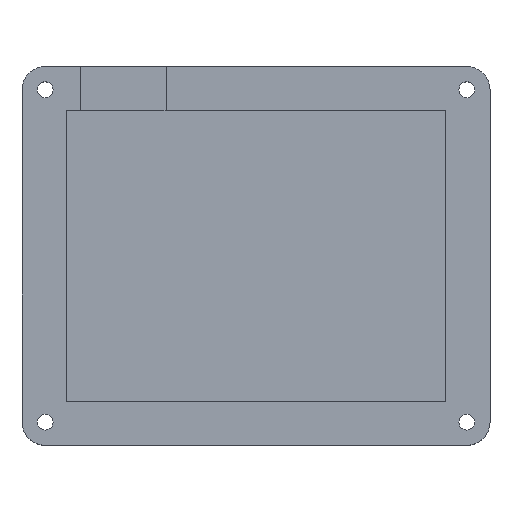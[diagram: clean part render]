
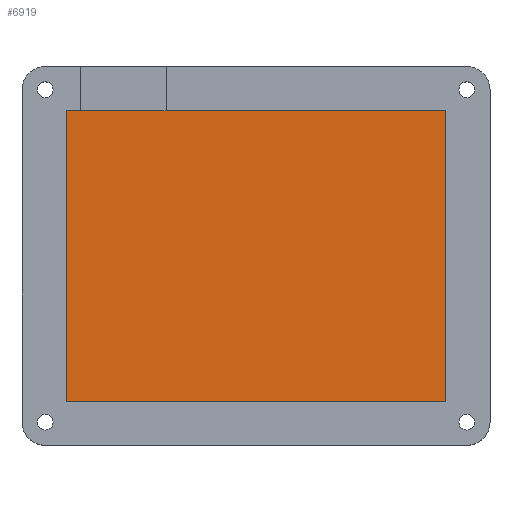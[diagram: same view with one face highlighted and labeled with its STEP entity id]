
A CAD part, top view. The second image highlights one B-rep face of the part: STEP entity #6919.
In plain terms, the highlighted planar face has unit normal (0, 0, 1).
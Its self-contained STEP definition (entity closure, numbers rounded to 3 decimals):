
#735=FACE_OUTER_BOUND('',#1123,.T.);
#1123=EDGE_LOOP('',(#6261,#6262,#6263,#6264));
#1898=LINE('',#12274,#2666);
#1900=LINE('',#12279,#2668);
#1901=LINE('',#12280,#2669);
#1902=LINE('',#12281,#2670);
#2666=VECTOR('',#8501,10.);
#2668=VECTOR('',#8505,10.);
#2669=VECTOR('',#8506,10.);
#2670=VECTOR('',#8507,10.);
#3333=VERTEX_POINT('',#12271);
#3334=VERTEX_POINT('',#12273);
#3335=VERTEX_POINT('',#12277);
#3336=VERTEX_POINT('',#12278);
#4318=EDGE_CURVE('',#3333,#3334,#1898,.T.);
#4320=EDGE_CURVE('',#3335,#3336,#1900,.T.);
#4321=EDGE_CURVE('',#3334,#3335,#1901,.T.);
#4322=EDGE_CURVE('',#3336,#3333,#1902,.T.);
#6261=ORIENTED_EDGE('',*,*,#4320,.F.);
#6262=ORIENTED_EDGE('',*,*,#4321,.F.);
#6263=ORIENTED_EDGE('',*,*,#4318,.F.);
#6264=ORIENTED_EDGE('',*,*,#4322,.F.);
#6568=PLANE('',#7207);
#6919=ADVANCED_FACE('',(#735),#6568,.T.);
#7207=AXIS2_PLACEMENT_3D('',#12276,#8503,#8504);
#8501=DIRECTION('',(1.,0.,0.));
#8503=DIRECTION('center_axis',(0.,0.,1.));
#8504=DIRECTION('ref_axis',(1.,0.,0.));
#8505=DIRECTION('',(-1.,0.,0.));
#8506=DIRECTION('',(0.,-1.,0.));
#8507=DIRECTION('',(0.,1.,0.));
#12271=CARTESIAN_POINT('',(-40.981,31.361,3.));
#12273=CARTESIAN_POINT('',(40.981,31.361,3.));
#12274=CARTESIAN_POINT('',(-20.491,31.361,3.));
#12276=CARTESIAN_POINT('Origin',(0.,0.,3.));
#12277=CARTESIAN_POINT('',(40.981,-31.361,3.));
#12278=CARTESIAN_POINT('',(-40.981,-31.361,3.));
#12279=CARTESIAN_POINT('',(20.491,-31.361,3.));
#12280=CARTESIAN_POINT('',(40.981,15.68,3.));
#12281=CARTESIAN_POINT('',(-40.981,-15.68,3.));
